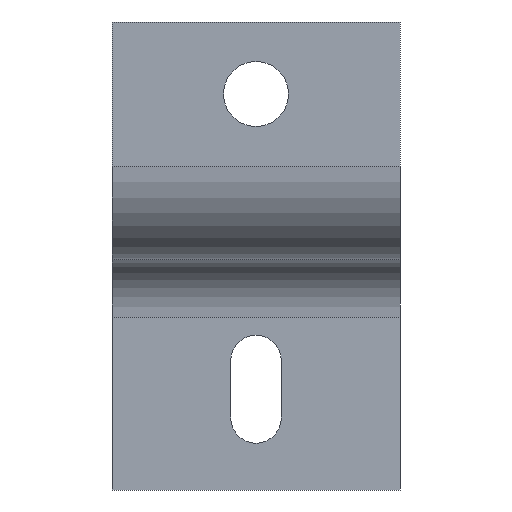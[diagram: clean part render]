
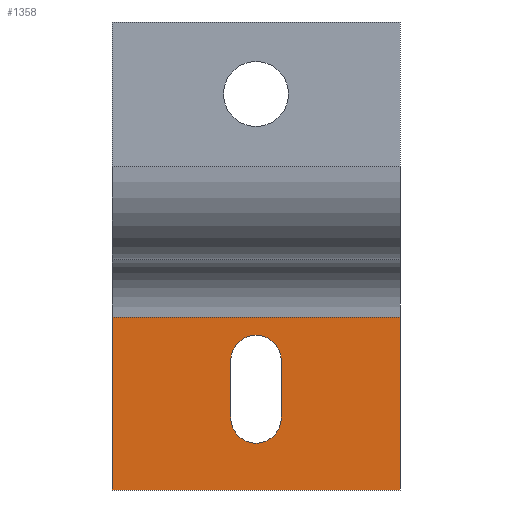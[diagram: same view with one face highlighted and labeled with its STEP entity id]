
A CAD part, front view. The second image highlights one B-rep face of the part: STEP entity #1358.
In plain terms, the highlighted planar face has unit normal (0, -1, 0).
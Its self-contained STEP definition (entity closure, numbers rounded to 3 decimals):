
#19 = LINE ( 'NONE', #2029, #2046 ) ;
#75 = CARTESIAN_POINT ( 'NONE',  ( 3.5, 65., -19. ) ) ;
#97 = DIRECTION ( 'NONE',  ( 0., -1., 0. ) ) ;
#114 = AXIS2_PLACEMENT_3D ( 'NONE', #1830, #438, #653 ) ;
#158 = LINE ( 'NONE', #75, #1518 ) ;
#224 = VERTEX_POINT ( 'NONE', #1373 ) ;
#231 = FACE_BOUND ( 'NONE', #2287, .T. ) ;
#271 = CARTESIAN_POINT ( 'NONE',  ( 0., 65., -19. ) ) ;
#275 = DIRECTION ( 'NONE',  ( 0., 0., 1. ) ) ;
#297 = ORIENTED_EDGE ( 'NONE', *, *, #829, .F. ) ;
#309 = AXIS2_PLACEMENT_3D ( 'NONE', #372, #1758, #393 ) ;
#330 = VERTEX_POINT ( 'NONE', #831 ) ;
#372 = CARTESIAN_POINT ( 'NONE',  ( 0., 65., -19. ) ) ;
#386 = CARTESIAN_POINT ( 'NONE',  ( 20., 65., -13. ) ) ;
#388 = EDGE_CURVE ( 'NONE', #2521, #1277, #2317, .T. ) ;
#393 = DIRECTION ( 'NONE',  ( 0., 0., 1. ) ) ;
#413 = VERTEX_POINT ( 'NONE', #1860 ) ;
#438 = DIRECTION ( 'NONE',  ( 0., -1., 0. ) ) ;
#445 = VECTOR ( 'NONE', #1846, 1000. ) ;
#478 = CIRCLE ( 'NONE', #1927, 3.5 ) ;
#479 = CARTESIAN_POINT ( 'NONE',  ( 20., 65., -37. ) ) ;
#543 = AXIS2_PLACEMENT_3D ( 'NONE', #1315, #1546, #595 ) ;
#561 = DIRECTION ( 'NONE',  ( -1., 0., 0. ) ) ;
#595 = DIRECTION ( 'NONE',  ( 0., 0., 1. ) ) ;
#598 = CIRCLE ( 'NONE', #309, 3.5 ) ;
#653 = DIRECTION ( 'NONE',  ( 0., 0., 1. ) ) ;
#709 = ORIENTED_EDGE ( 'NONE', *, *, #2411, .F. ) ;
#745 = LINE ( 'NONE', #1594, #1215 ) ;
#811 = EDGE_CURVE ( 'NONE', #330, #1427, #478, .T. ) ;
#829 = EDGE_CURVE ( 'NONE', #2248, #977, #19, .T. ) ;
#831 = CARTESIAN_POINT ( 'NONE',  ( 3.5, 65., -19. ) ) ;
#900 = ORIENTED_EDGE ( 'NONE', *, *, #2341, .T. ) ;
#957 = CARTESIAN_POINT ( 'NONE',  ( -3.5, 65., -27. ) ) ;
#977 = VERTEX_POINT ( 'NONE', #957 ) ;
#981 = CIRCLE ( 'NONE', #114, 3.5 ) ;
#1043 = CARTESIAN_POINT ( 'NONE',  ( 0., 65., -15.5 ) ) ;
#1071 = ORIENTED_EDGE ( 'NONE', *, *, #1188, .F. ) ;
#1129 = EDGE_CURVE ( 'NONE', #977, #413, #981, .T. ) ;
#1173 = ORIENTED_EDGE ( 'NONE', *, *, #2239, .T. ) ;
#1188 = EDGE_CURVE ( 'NONE', #1277, #224, #2096, .T. ) ;
#1215 = VECTOR ( 'NONE', #1996, 1000. ) ;
#1250 = CARTESIAN_POINT ( 'NONE',  ( 20., 65., -37. ) ) ;
#1254 = LINE ( 'NONE', #386, #1826 ) ;
#1259 = DIRECTION ( 'NONE',  ( 0., 0., -1. ) ) ;
#1277 = VERTEX_POINT ( 'NONE', #479 ) ;
#1315 = CARTESIAN_POINT ( 'NONE',  ( 20., 65., 0. ) ) ;
#1344 = CARTESIAN_POINT ( 'NONE',  ( -20., 65., -13. ) ) ;
#1358 = ADVANCED_FACE ( 'NONE', ( #231, #1615 ), #1465, .F. ) ;
#1370 = CARTESIAN_POINT ( 'NONE',  ( -3.5, 65., -19. ) ) ;
#1373 = CARTESIAN_POINT ( 'NONE',  ( -20., 65., -37. ) ) ;
#1427 = VERTEX_POINT ( 'NONE', #1043 ) ;
#1465 = PLANE ( 'NONE',  #543 ) ;
#1470 = ORIENTED_EDGE ( 'NONE', *, *, #811, .F. ) ;
#1518 = VECTOR ( 'NONE', #275, 1000. ) ;
#1519 = CARTESIAN_POINT ( 'NONE',  ( 20., 65., -13. ) ) ;
#1546 = DIRECTION ( 'NONE',  ( 0., 1., 0. ) ) ;
#1594 = CARTESIAN_POINT ( 'NONE',  ( -20., 65., 0. ) ) ;
#1615 = FACE_OUTER_BOUND ( 'NONE', #1904, .T. ) ;
#1656 = EDGE_CURVE ( 'NONE', #1427, #2248, #598, .T. ) ;
#1758 = DIRECTION ( 'NONE',  ( 0., -1., 0. ) ) ;
#1826 = VECTOR ( 'NONE', #561, 1000. ) ;
#1830 = CARTESIAN_POINT ( 'NONE',  ( 0., 65., -27. ) ) ;
#1846 = DIRECTION ( 'NONE',  ( -1., 0., 0. ) ) ;
#1860 = CARTESIAN_POINT ( 'NONE',  ( 3.5, 65., -27. ) ) ;
#1904 = EDGE_LOOP ( 'NONE', ( #900, #1071, #2268, #1173 ) ) ;
#1927 = AXIS2_PLACEMENT_3D ( 'NONE', #271, #97, #2245 ) ;
#1996 = DIRECTION ( 'NONE',  ( 0., 0., -1. ) ) ;
#2029 = CARTESIAN_POINT ( 'NONE',  ( -3.5, 65., -19. ) ) ;
#2046 = VECTOR ( 'NONE', #2442, 1000. ) ;
#2067 = ORIENTED_EDGE ( 'NONE', *, *, #1656, .F. ) ;
#2096 = LINE ( 'NONE', #1250, #445 ) ;
#2118 = VERTEX_POINT ( 'NONE', #1344 ) ;
#2239 = EDGE_CURVE ( 'NONE', #2521, #2118, #1254, .T. ) ;
#2245 = DIRECTION ( 'NONE',  ( 0., 0., 1. ) ) ;
#2248 = VERTEX_POINT ( 'NONE', #1370 ) ;
#2268 = ORIENTED_EDGE ( 'NONE', *, *, #388, .F. ) ;
#2287 = EDGE_LOOP ( 'NONE', ( #297, #2067, #1470, #709, #2421 ) ) ;
#2317 = LINE ( 'NONE', #2418, #2457 ) ;
#2341 = EDGE_CURVE ( 'NONE', #2118, #224, #745, .T. ) ;
#2411 = EDGE_CURVE ( 'NONE', #413, #330, #158, .T. ) ;
#2418 = CARTESIAN_POINT ( 'NONE',  ( 20., 65., 0. ) ) ;
#2421 = ORIENTED_EDGE ( 'NONE', *, *, #1129, .F. ) ;
#2442 = DIRECTION ( 'NONE',  ( 0., 0., -1. ) ) ;
#2457 = VECTOR ( 'NONE', #1259, 1000. ) ;
#2521 = VERTEX_POINT ( 'NONE', #1519 ) ;
